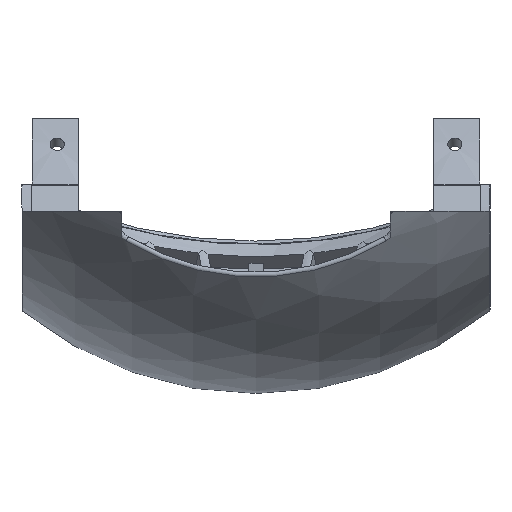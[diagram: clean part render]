
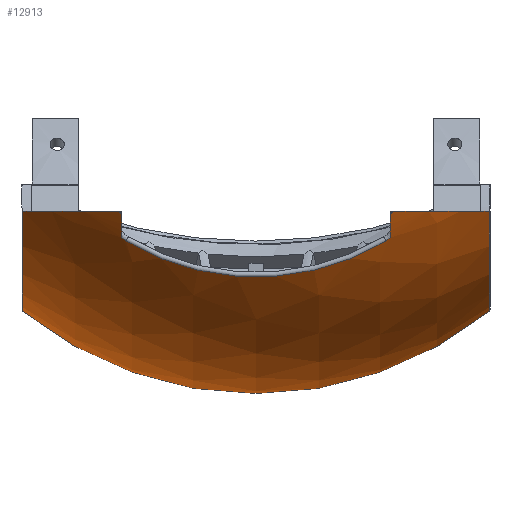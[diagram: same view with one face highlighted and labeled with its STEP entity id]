
A CAD part, front view. The second image highlights one B-rep face of the part: STEP entity #12913.
In plain terms, the highlighted spherical face has radius 79 mm.
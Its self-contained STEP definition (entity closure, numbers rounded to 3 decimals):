
#63=SPHERICAL_SURFACE('',#13853,79.);
#181=B_SPLINE_CURVE_WITH_KNOTS('',3,(#21500,#21501,#21502,#21503,#21504,
#21505,#21506,#21507,#21508,#21509,#21510,#21511,#21512,#21513),
 .UNSPECIFIED.,.F.,.F.,(4,2,2,2,2,2,4),(-0.21,-0.194,
-0.178,-0.148,-0.105,-0.053,
0.),.UNSPECIFIED.);
#182=B_SPLINE_CURVE_WITH_KNOTS('',3,(#21525,#21526,#21527,#21528,#21529,
#21530,#21531,#21532,#21533,#21534,#21535,#21536,#21537,#21538),
 .UNSPECIFIED.,.F.,.F.,(4,2,2,2,2,2,4),(-0.21,-0.194,
-0.178,-0.148,-0.105,-0.053,
0.),.UNSPECIFIED.);
#552=FACE_OUTER_BOUND('',#1379,.T.);
#1379=EDGE_LOOP('',(#8623,#8624,#8625,#8626,#8627,#8628,#8629,#8630,#8631,
#8632,#8633,#8634));
#2233=CIRCLE('',#13846,61.314);
#2237=CIRCLE('',#13854,78.365);
#2238=CIRCLE('',#13855,61.314);
#2239=CIRCLE('',#13856,68.124);
#2240=CIRCLE('',#13857,73.602);
#2241=CIRCLE('',#13859,54.01);
#2242=CIRCLE('',#13861,73.602);
#2243=CIRCLE('',#13862,68.124);
#3453=ELLIPSE('',#13858,6.263,4.696);
#3454=ELLIPSE('',#13860,6.263,4.696);
#5095=VERTEX_POINT('',#21474);
#5096=VERTEX_POINT('',#21483);
#5098=VERTEX_POINT('',#21493);
#5099=VERTEX_POINT('',#21495);
#5100=VERTEX_POINT('',#21497);
#5101=VERTEX_POINT('',#21499);
#5102=VERTEX_POINT('',#21514);
#5103=VERTEX_POINT('',#21516);
#5104=VERTEX_POINT('',#21518);
#5105=VERTEX_POINT('',#21520);
#5106=VERTEX_POINT('',#21522);
#5107=VERTEX_POINT('',#21524);
#6413=EDGE_CURVE('',#5095,#5096,#2233,.T.);
#6418=EDGE_CURVE('',#5095,#5098,#2237,.T.);
#6419=EDGE_CURVE('',#5098,#5099,#2238,.T.);
#6420=EDGE_CURVE('',#5099,#5100,#2239,.T.);
#6421=EDGE_CURVE('',#5100,#5101,#181,.T.);
#6422=EDGE_CURVE('',#5101,#5102,#2240,.T.);
#6423=EDGE_CURVE('',#5102,#5103,#3453,.T.);
#6424=EDGE_CURVE('',#5103,#5104,#2241,.T.);
#6425=EDGE_CURVE('',#5105,#5104,#3454,.T.);
#6426=EDGE_CURVE('',#5106,#5105,#2242,.T.);
#6427=EDGE_CURVE('',#5107,#5106,#182,.T.);
#6428=EDGE_CURVE('',#5096,#5107,#2243,.T.);
#8623=ORIENTED_EDGE('',*,*,#6418,.T.);
#8624=ORIENTED_EDGE('',*,*,#6419,.T.);
#8625=ORIENTED_EDGE('',*,*,#6420,.T.);
#8626=ORIENTED_EDGE('',*,*,#6421,.T.);
#8627=ORIENTED_EDGE('',*,*,#6422,.T.);
#8628=ORIENTED_EDGE('',*,*,#6423,.T.);
#8629=ORIENTED_EDGE('',*,*,#6424,.T.);
#8630=ORIENTED_EDGE('',*,*,#6425,.F.);
#8631=ORIENTED_EDGE('',*,*,#6426,.F.);
#8632=ORIENTED_EDGE('',*,*,#6427,.F.);
#8633=ORIENTED_EDGE('',*,*,#6428,.F.);
#8634=ORIENTED_EDGE('',*,*,#6413,.F.);
#12913=ADVANCED_FACE('',(#552),#63,.T.);
#13846=AXIS2_PLACEMENT_3D('',#21484,#16286,#16287);
#13853=AXIS2_PLACEMENT_3D('',#21492,#16300,#16301);
#13854=AXIS2_PLACEMENT_3D('',#21494,#16302,#16303);
#13855=AXIS2_PLACEMENT_3D('',#21496,#16304,#16305);
#13856=AXIS2_PLACEMENT_3D('',#21498,#16306,#16307);
#13857=AXIS2_PLACEMENT_3D('',#21515,#16308,#16309);
#13858=AXIS2_PLACEMENT_3D('',#21517,#16310,#16311);
#13859=AXIS2_PLACEMENT_3D('',#21519,#16312,#16313);
#13860=AXIS2_PLACEMENT_3D('',#21521,#16314,#16315);
#13861=AXIS2_PLACEMENT_3D('',#21523,#16316,#16317);
#13862=AXIS2_PLACEMENT_3D('',#21539,#16318,#16319);
#16286=DIRECTION('center_axis',(-1.,0.,0.));
#16287=DIRECTION('ref_axis',(0.,0.,1.));
#16300=DIRECTION('center_axis',(1.,0.,0.));
#16301=DIRECTION('ref_axis',(0.,-0.94,-0.342));
#16302=DIRECTION('center_axis',(0.,-0.643,-0.766));
#16303=DIRECTION('ref_axis',(0.,-0.766,0.643));
#16304=DIRECTION('center_axis',(-1.,0.,0.));
#16305=DIRECTION('ref_axis',(0.,0.,1.));
#16306=DIRECTION('center_axis',(0.,0.,
-1.));
#16307=DIRECTION('ref_axis',(0.,-1.,0.));
#16308=DIRECTION('center_axis',(1.,0.,
0.));
#16309=DIRECTION('ref_axis',(0.,0.,
-1.));
#16310=DIRECTION('center_axis',(-0.335,0.76,0.557));
#16311=DIRECTION('ref_axis',(-0.391,-0.65,0.652));
#16312=DIRECTION('center_axis',(0.,1.,0.));
#16313=DIRECTION('ref_axis',(0.,0.,
-1.));
#16314=DIRECTION('center_axis',(-0.335,-0.76,-0.557));
#16315=DIRECTION('ref_axis',(-0.391,0.65,-0.652));
#16316=DIRECTION('center_axis',(1.,0.,
0.));
#16317=DIRECTION('ref_axis',(0.,0.,-1.));
#16318=DIRECTION('center_axis',(0.,0.,
1.));
#16319=DIRECTION('ref_axis',(0.,-1.,0.));
#21474=CARTESIAN_POINT('',(-49.614,40.014,-46.546));
#21483=CARTESIAN_POINT('',(-49.61,-46.369,-40.001));
#21484=CARTESIAN_POINT('Origin',(-49.61,0.1,0.));
#21492=CARTESIAN_POINT('Origin',(0.205,0.1,0.));
#21493=CARTESIAN_POINT('',(50.016,40.013,-46.545));
#21494=CARTESIAN_POINT('Origin',(0.2,-6.328,-7.66));
#21495=CARTESIAN_POINT('',(50.02,-46.369,-40.001));
#21496=CARTESIAN_POINT('Origin',(50.02,0.1,0.));
#21497=CARTESIAN_POINT('',(29.647,-61.333,-40.001));
#21498=CARTESIAN_POINT('Origin',(0.205,0.1,-40.001));
#21499=CARTESIAN_POINT('',(28.906,-60.863,-41.24));
#21500=CARTESIAN_POINT('Ctrl Pts',(29.647,-61.333,-40.001));
#21501=CARTESIAN_POINT('Ctrl Pts',(29.616,-61.348,-40.001));
#21502=CARTESIAN_POINT('Ctrl Pts',(29.585,-61.361,-40.005));
#21503=CARTESIAN_POINT('Ctrl Pts',(29.52,-61.382,-40.019));
#21504=CARTESIAN_POINT('Ctrl Pts',(29.488,-61.39,-40.031));
#21505=CARTESIAN_POINT('Ctrl Pts',(29.397,-61.406,-40.073));
#21506=CARTESIAN_POINT('Ctrl Pts',(29.344,-61.406,-40.111));
#21507=CARTESIAN_POINT('Ctrl Pts',(29.227,-61.392,-40.218));
#21508=CARTESIAN_POINT('Ctrl Pts',(29.165,-61.369,-40.298));
#21509=CARTESIAN_POINT('Ctrl Pts',(29.046,-61.287,-40.507));
#21510=CARTESIAN_POINT('Ctrl Pts',(28.994,-61.223,-40.641));
#21511=CARTESIAN_POINT('Ctrl Pts',(28.922,-61.058,-40.94));
#21512=CARTESIAN_POINT('Ctrl Pts',(28.906,-60.962,-41.093));
#21513=CARTESIAN_POINT('Ctrl Pts',(28.906,-60.863,-41.24));
#21514=CARTESIAN_POINT('',(28.906,-57.669,-45.606));
#21515=CARTESIAN_POINT('Origin',(28.906,0.1,0.));
#21516=CARTESIAN_POINT('',(28.022,-57.553,-46.296));
#21517=CARTESIAN_POINT('Origin',(25.572,-61.623,-42.215));
#21518=CARTESIAN_POINT('',(-27.612,-57.553,-46.296));
#21519=CARTESIAN_POINT('Origin',(0.205,-57.553,0.));
#21520=CARTESIAN_POINT('',(-28.496,-57.669,-45.606));
#21521=CARTESIAN_POINT('Origin',(-25.162,-61.623,-42.215));
#21522=CARTESIAN_POINT('',(-28.496,-60.863,-41.24));
#21523=CARTESIAN_POINT('Origin',(-28.496,0.1,0.));
#21524=CARTESIAN_POINT('',(-29.237,-61.333,-40.001));
#21525=CARTESIAN_POINT('Ctrl Pts',(-29.237,-61.333,
-40.001));
#21526=CARTESIAN_POINT('Ctrl Pts',(-29.206,-61.348,
-40.001));
#21527=CARTESIAN_POINT('Ctrl Pts',(-29.175,-61.361,
-40.005));
#21528=CARTESIAN_POINT('Ctrl Pts',(-29.11,-61.382,-40.019));
#21529=CARTESIAN_POINT('Ctrl Pts',(-29.078,-61.39,-40.031));
#21530=CARTESIAN_POINT('Ctrl Pts',(-28.987,-61.406,-40.073));
#21531=CARTESIAN_POINT('Ctrl Pts',(-28.934,-61.406,
-40.111));
#21532=CARTESIAN_POINT('Ctrl Pts',(-28.817,-61.392,
-40.218));
#21533=CARTESIAN_POINT('Ctrl Pts',(-28.755,-61.369,
-40.298));
#21534=CARTESIAN_POINT('Ctrl Pts',(-28.636,-61.287,
-40.507));
#21535=CARTESIAN_POINT('Ctrl Pts',(-28.584,-61.223,-40.641));
#21536=CARTESIAN_POINT('Ctrl Pts',(-28.512,-61.058,
-40.94));
#21537=CARTESIAN_POINT('Ctrl Pts',(-28.496,-60.962,
-41.093));
#21538=CARTESIAN_POINT('Ctrl Pts',(-28.496,-60.863,
-41.24));
#21539=CARTESIAN_POINT('Origin',(0.205,0.1,-40.001));
